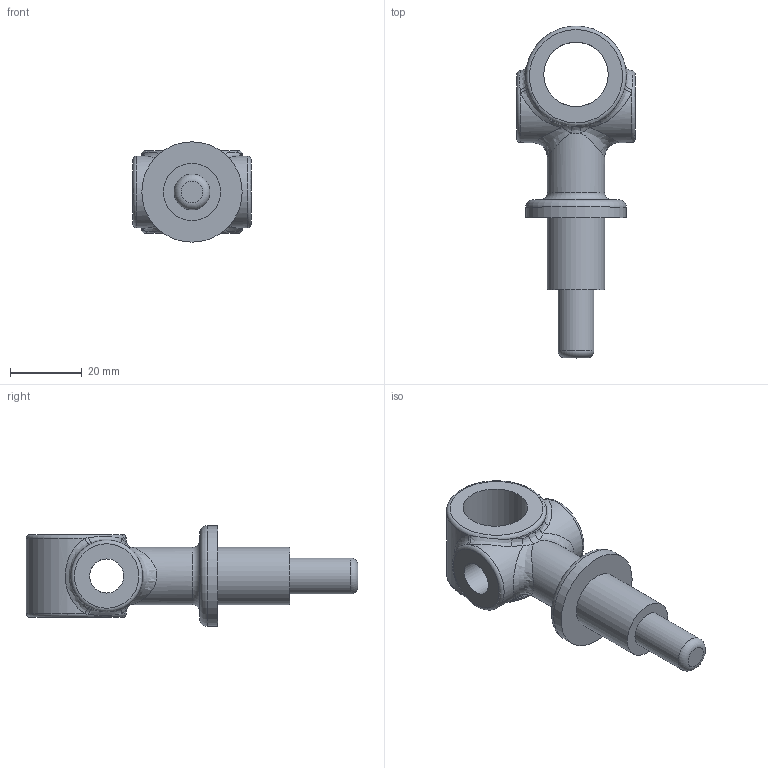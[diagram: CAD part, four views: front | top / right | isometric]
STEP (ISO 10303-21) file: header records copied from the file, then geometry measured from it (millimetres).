
FILE_DESCRIPTION(/* description */ (''),/* implementation_level */ '2;1');
FILE_NAME(/* name */ 'Pièce F.stp',/* time_stamp */ '2020-02-07T11:22:09+01:00',/* author */ ('ethomas'),/* organization */ (''),/* preprocessor_version */ 'ST-DEVELOPER v18',/* originating_system */ 'Autodesk Inventor 2020',/* authorisation */ '');
FILE_SCHEMA (('AUTOMOTIVE_DESIGN { 1 0 10303 214 3 1 1 }'));
Length unit declared in the file: millimetre
Products named in the file (1): Pièce F
Bounding box: 33 x 92.59 x 28 mm (x, y, z)
Volume: 22994.7 mm3; surface area: 8787.6 mm2
Topology: 1 solids, 1 shells, 48 faces, 133 edges, 91 vertices
Faces by surface type: bspline 22, cylinder 11, plane 8, torus 7
Full cylindrical faces by diameter (mm): 9.5 x1, 10 x1, 16 x2, 18 x1, 28 x1
Entity records: 2450 total; most frequent: CARTESIAN_POINT 1269, ORIENTED_EDGE 250, DIRECTION 213, EDGE_CURVE 125, AXIS2_PLACEMENT_3D 103, VERTEX_POINT 81, CIRCLE 76, EDGE_LOOP 56
